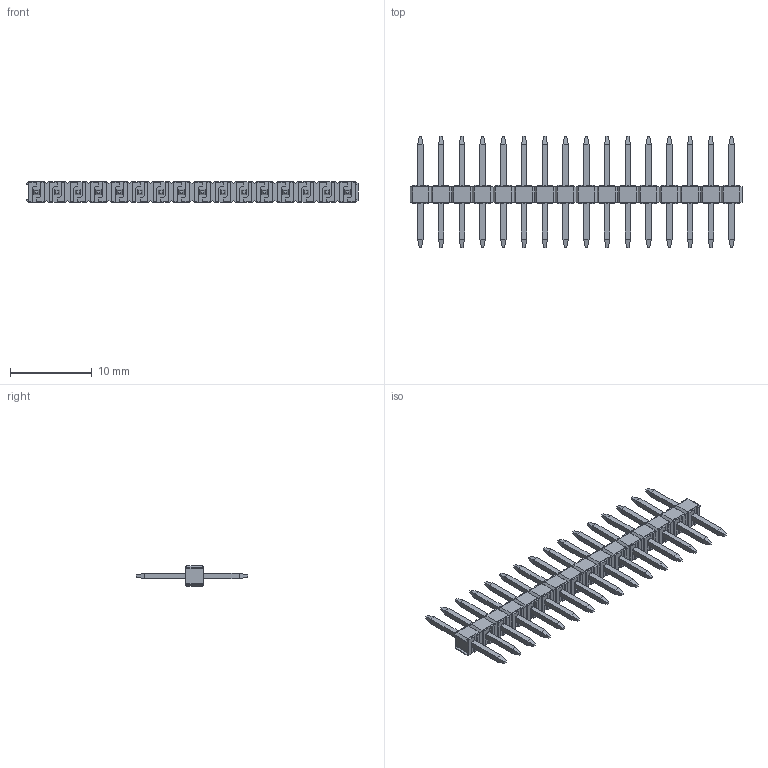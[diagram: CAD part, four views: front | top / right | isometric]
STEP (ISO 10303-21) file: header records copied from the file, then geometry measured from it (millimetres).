
FILE_DESCRIPTION((''),'2;1');
FILE_NAME('423753548','2015-04-13T',('me'),(''),'PRO/ENGINEER BY PARAMETRIC TECHNOLOGY CORPORATION, 2011490','PRO/ENGINEER BY PARAMETRIC TECHNOLOGY CORPORATION, 2011490','');
FILE_SCHEMA(('CONFIG_CONTROL_DESIGN'));
Length unit declared in the file: inch
Products named in the file (1): 423753548
Bounding box: 40.64 x 13.59 x 2.49 mm (x, y, z)
Volume: 275.7 mm3; surface area: 914.2 mm2
Topology: 1 solids, 1 shells, 844 faces, 2150 edges, 1400 vertices
Faces by surface type: plane 780, cylinder 64
Entity records: 24923 total; most frequent: CARTESIAN_POINT 4363, ORIENTED_EDGE 4236, DIRECTION 4000, EDGE_CURVE 2118, VECTOR 1990, LINE 1990, VERTEX_POINT 1368, AXIS2_PLACEMENT_3D 1005
